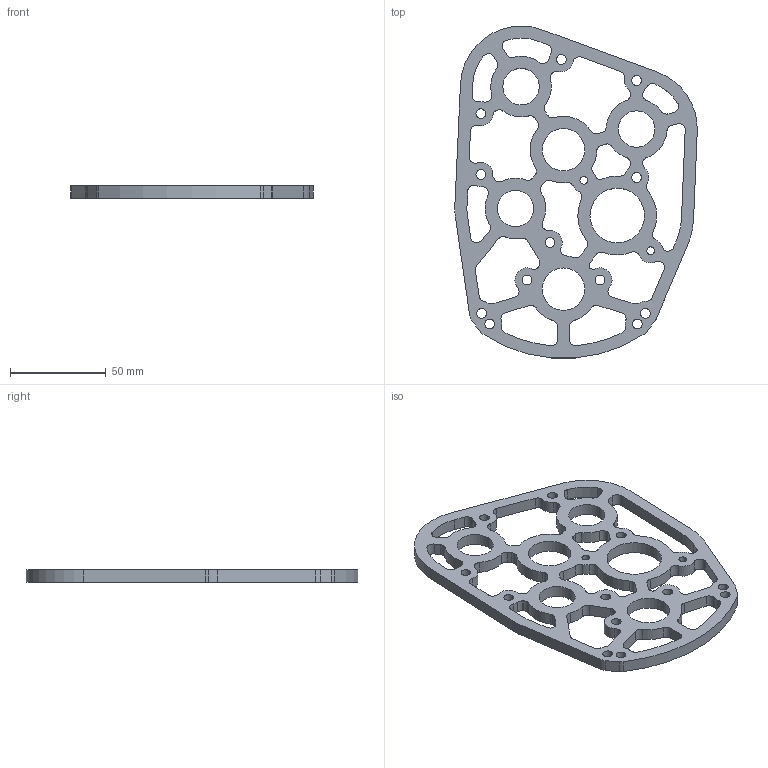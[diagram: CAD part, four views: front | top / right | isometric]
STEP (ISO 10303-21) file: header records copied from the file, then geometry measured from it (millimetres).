
FILE_DESCRIPTION (( 'STEP AP214' ), '1' );
FILE_NAME ('am-3530 Evo Shifter 3 Stage 3 Motor Plate.STEP', '2016-12-16T16:48:48', ( '' ), ( '' ), 'SwSTEP 2.0', 'SolidWorks 2014', '' );
FILE_SCHEMA (( 'AUTOMOTIVE_DESIGN' ));
Length unit declared in the file: inch
Products named in the file (1): am-3530 Evo Shifter 3 Stage 3 Motor Plate
Bounding box: 126.93 x 173.82 x 6.35 mm (x, y, z)
Volume: 54359.5 mm3; surface area: 32176.6 mm2
Topology: 1 solids, 1 shells, 269 faces, 801 edges, 534 vertices
Faces by surface type: cylinder 219, plane 50
Entity records: 9497 total; most frequent: DIRECTION 1779, CARTESIAN_POINT 1605, ORIENTED_EDGE 1602, EDGE_CURVE 801, AXIS2_PLACEMENT_3D 708, VERTEX_POINT 534, CIRCLE 438, VECTOR 363
